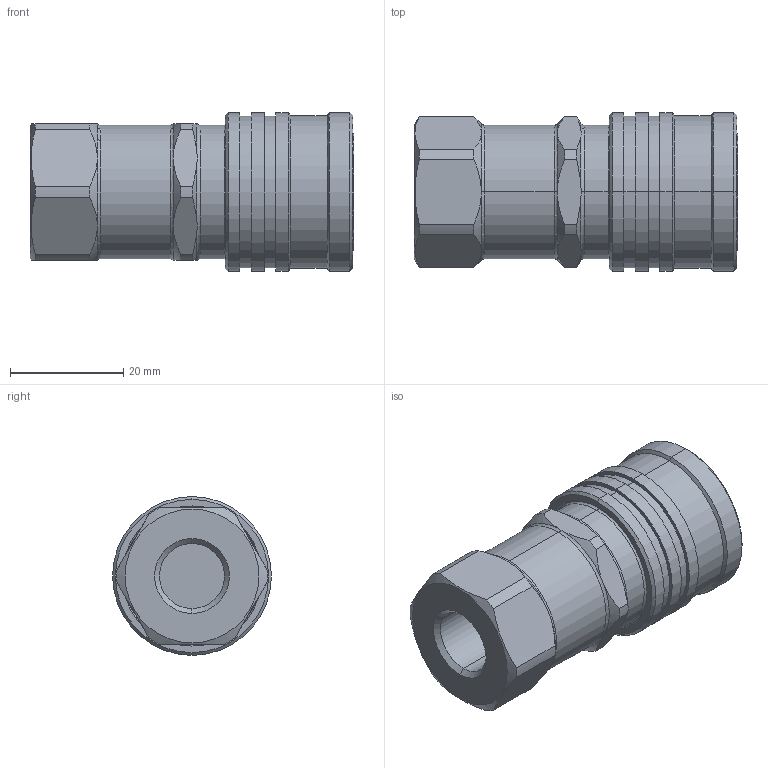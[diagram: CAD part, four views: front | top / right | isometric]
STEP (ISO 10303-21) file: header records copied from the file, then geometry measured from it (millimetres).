
FILE_DESCRIPTION (( 'STEP AP214' ), '1' );
FILE_NAME ('IB2510.STEP', '2015-09-02T08:49:16', ( 'admin' ), ( 'Microsoft' ), 'SwSTEP 2.0', 'SolidWorks 2009', '' );
FILE_SCHEMA (( 'AUTOMOTIVE_DESIGN' ));
Length unit declared in the file: millimetre
Products named in the file (1): IB2510
Bounding box: 57 x 28 x 28 mm (x, y, z)
Volume: 23748.9 mm3; surface area: 9220.5 mm2
Topology: 2 solids, 2 shells, 250 faces, 688 edges, 431 vertices
Faces by surface type: cone 84, cylinder 73, torus 40, plane 37, sphere 16
Entity records: 9135 total; most frequent: CARTESIAN_POINT 3054, ORIENTED_EDGE 1296, DIRECTION 1291, EDGE_CURVE 648, AXIS2_PLACEMENT_3D 571, VERTEX_POINT 407, CIRCLE 320, EDGE_LOOP 271
